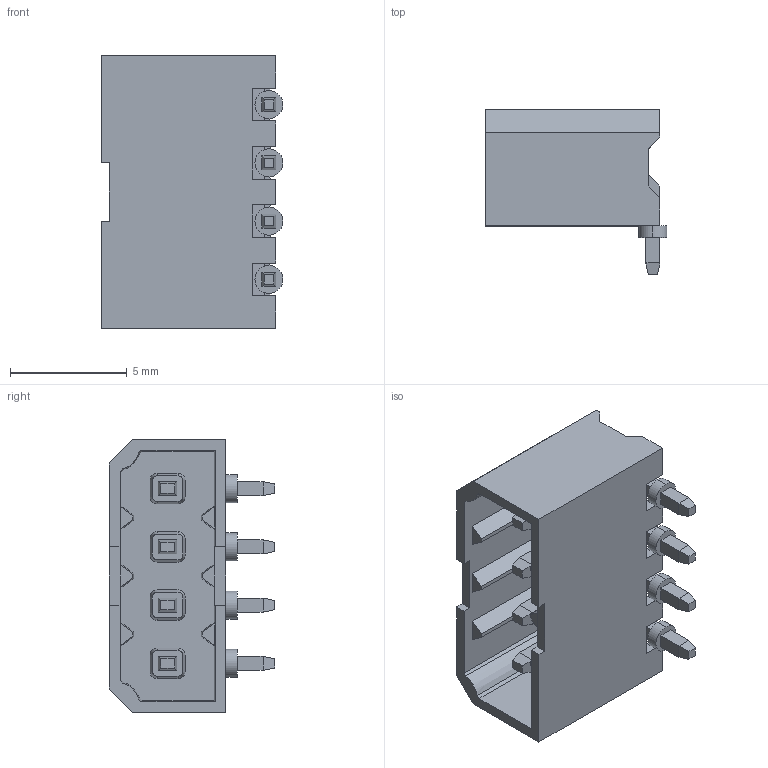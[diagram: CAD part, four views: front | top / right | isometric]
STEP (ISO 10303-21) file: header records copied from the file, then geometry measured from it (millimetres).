
FILE_DESCRIPTION(('STEP AP242'),'1');
FILE_NAME('1814867.stp','2025-01-25T23:26:06',('TraceParts'),('TraceParts S.A.'),'Spatial InterOp 3D',' ',' ');
FILE_SCHEMA(('AP242_MANAGED_MODEL_BASED_3D_ENGINEERING_MIM_LF {1 0 10303 442 1 1 4}'));
Length unit declared in the file: millimetre
Products named in the file (1): 1814867
Bounding box: 7.8 x 7.1 x 11.7 mm (x, y, z)
Volume: 224.3 mm3; surface area: 605.8 mm2
Topology: 1 solids, 1 shells, 260 faces, 682 edges, 444 vertices
Faces by surface type: plane 234, cone 18, cylinder 8
Entity records: 9970 total; most frequent: CARTESIAN_POINT 1435, ORIENTED_EDGE 1364, DIRECTION 1252, EDGE_CURVE 682, LINE 626, VECTOR 626, VERTEX_POINT 444, AXIS2_PLACEMENT_3D 313
